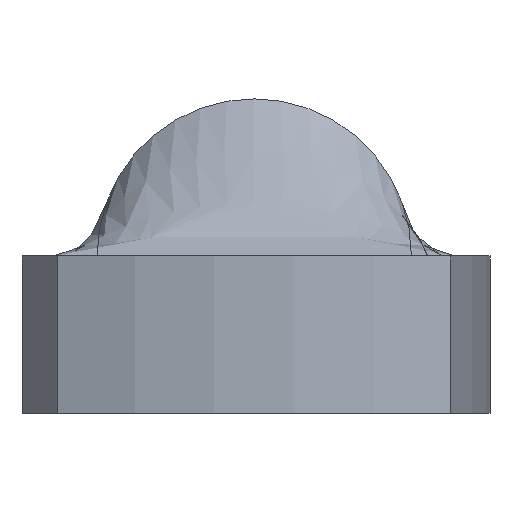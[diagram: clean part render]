
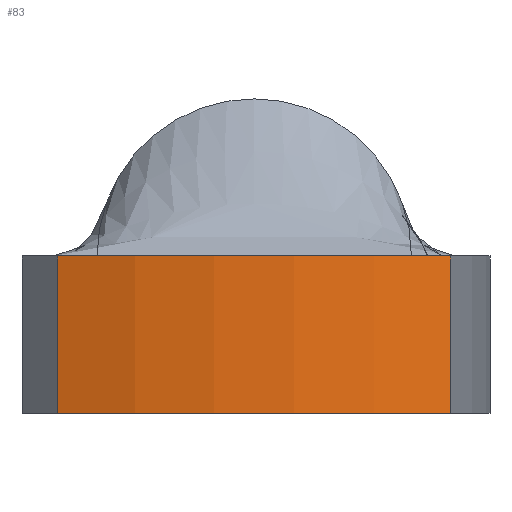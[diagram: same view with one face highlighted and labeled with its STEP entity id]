
A CAD part, front view. The second image highlights one B-rep face of the part: STEP entity #83.
In plain terms, the highlighted cylindrical face has radius 14 mm (diameter 28 mm), a partial arc.
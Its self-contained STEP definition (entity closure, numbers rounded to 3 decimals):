
#16 = LINE ( 'NONE', #98, #163 ) ;
#36 = CARTESIAN_POINT ( 'NONE',  ( 0., -993., 0. ) ) ;
#45 = AXIS2_PLACEMENT_3D ( 'NONE', #495, #503, #1121 ) ;
#77 = EDGE_CURVE ( 'NONE', #171, #771, #721, .T. ) ;
#83 = ADVANCED_FACE ( 'NONE', ( #225 ), #766, .T. ) ;
#89 = CARTESIAN_POINT ( 'NONE',  ( 5., -1006.077, 0. ) ) ;
#98 = CARTESIAN_POINT ( 'NONE',  ( -5., -1006.077, -4. ) ) ;
#116 = VERTEX_POINT ( 'NONE', #228 ) ;
#163 = VECTOR ( 'NONE', #283, 1000. ) ;
#171 = VERTEX_POINT ( 'NONE', #89 ) ;
#225 = FACE_OUTER_BOUND ( 'NONE', #812, .T. ) ;
#228 = CARTESIAN_POINT ( 'NONE',  ( 5., -1006.077, -4. ) ) ;
#250 = DIRECTION ( 'NONE',  ( 0., 0., -1. ) ) ;
#270 = AXIS2_PLACEMENT_3D ( 'NONE', #526, #250, #777 ) ;
#283 = DIRECTION ( 'NONE',  ( 0., 0., 1. ) ) ;
#320 = EDGE_CURVE ( 'NONE', #418, #771, #16, .T. ) ;
#373 = VECTOR ( 'NONE', #830, 1000. ) ;
#378 = ORIENTED_EDGE ( 'NONE', *, *, #320, .F. ) ;
#415 = DIRECTION ( 'NONE',  ( 0., 0., -1. ) ) ;
#418 = VERTEX_POINT ( 'NONE', #1015 ) ;
#425 = EDGE_CURVE ( 'NONE', #116, #171, #934, .T. ) ;
#495 = CARTESIAN_POINT ( 'NONE',  ( 0., -993., -4. ) ) ;
#503 = DIRECTION ( 'NONE',  ( 0., 0., 1. ) ) ;
#526 = CARTESIAN_POINT ( 'NONE',  ( 0., -993., -4. ) ) ;
#572 = ORIENTED_EDGE ( 'NONE', *, *, #760, .F. ) ;
#612 = CARTESIAN_POINT ( 'NONE',  ( -5., -1006.077, 0. ) ) ;
#721 = CIRCLE ( 'NONE', #1099, 14. ) ;
#760 = EDGE_CURVE ( 'NONE', #116, #418, #1036, .T. ) ;
#766 = CYLINDRICAL_SURFACE ( 'NONE', #45, 14. ) ;
#771 = VERTEX_POINT ( 'NONE', #612 ) ;
#777 = DIRECTION ( 'NONE',  ( -1., 0., 0. ) ) ;
#812 = EDGE_LOOP ( 'NONE', ( #1000, #378, #572, #1146 ) ) ;
#830 = DIRECTION ( 'NONE',  ( 0., 0., 1. ) ) ;
#934 = LINE ( 'NONE', #1022, #373 ) ;
#1000 = ORIENTED_EDGE ( 'NONE', *, *, #77, .T. ) ;
#1015 = CARTESIAN_POINT ( 'NONE',  ( -5., -1006.077, -4. ) ) ;
#1022 = CARTESIAN_POINT ( 'NONE',  ( 5., -1006.077, -4. ) ) ;
#1024 = DIRECTION ( 'NONE',  ( -1., 0., 0. ) ) ;
#1036 = CIRCLE ( 'NONE', #270, 14. ) ;
#1099 = AXIS2_PLACEMENT_3D ( 'NONE', #36, #415, #1024 ) ;
#1121 = DIRECTION ( 'NONE',  ( 1., 0., 0. ) ) ;
#1146 = ORIENTED_EDGE ( 'NONE', *, *, #425, .T. ) ;
